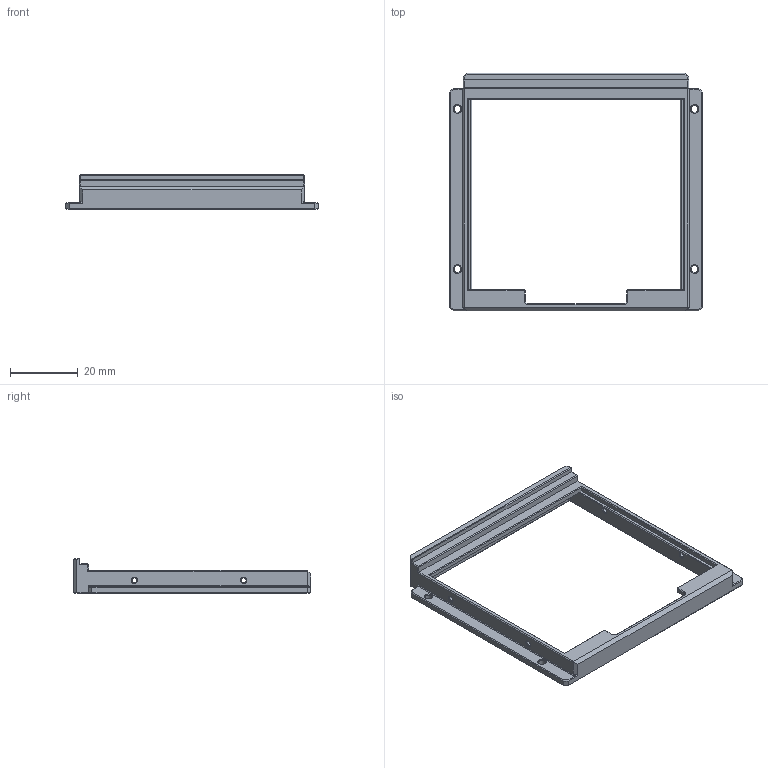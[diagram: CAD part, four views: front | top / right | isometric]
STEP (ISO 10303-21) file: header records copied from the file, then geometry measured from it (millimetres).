
FILE_DESCRIPTION(/* description */ ('Unknown'),/* implementation_level */ '2;1');
FILE_NAME(/* name */ 'seagull_4A104_viewFinder_base',/* time_stamp */ '2025-12-05T21:42:33-05:00',/* author */ ('Unknown'),/* organization */ ('Unknown'),/* preprocessor_version */ 'ST-DEVELOPER v18.1',/* originating_system */ 'Solid Edge',/* authorisation */ 'Unknown');
FILE_SCHEMA (('AUTOMOTIVE_DESIGN {1 0 10303 214 3 1 1}'));
Length unit declared in the file: millimetre
Products named in the file (2): seagull_4A104_viewFinder; seagull4A_viewFinder
Assembly tree (1 placements, depth 2):
  seagull_4A104_viewFinder
    seagull4A_viewFinder
Bounding box: 74.5 x 70 x 10.25 mm (x, y, z)
Volume: 6747 mm3; surface area: 6993.2 mm2
Topology: 1 solids, 1 shells, 144 faces, 360 edges, 218 vertices
Faces by surface type: plane 114, cone 20, cylinder 10
Full cylindrical faces by diameter (mm): 1.4 x4, 2 x4
Entity records: 4033 total; most frequent: CARTESIAN_POINT 686, DIRECTION 656, ORIENTED_EDGE 652, EDGE_CURVE 326, LINE 284, VECTOR 284, VERTEX_POINT 208, EDGE_LOOP 186
